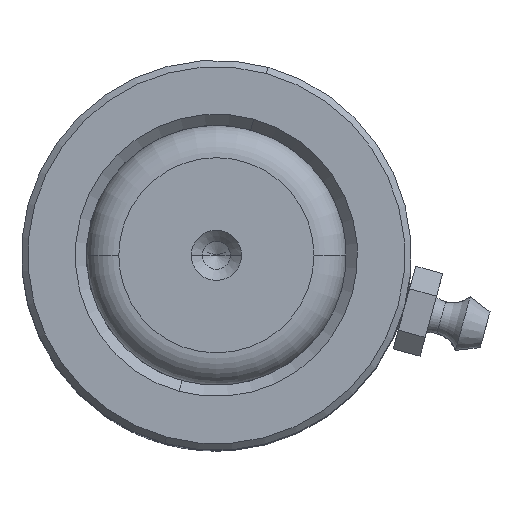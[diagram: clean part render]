
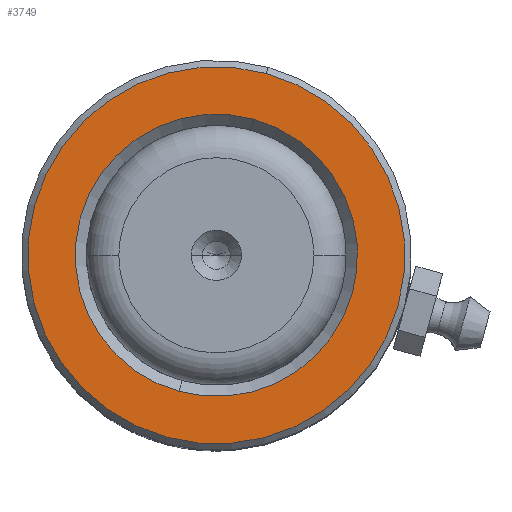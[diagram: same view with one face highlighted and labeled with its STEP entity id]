
A CAD part, top view. The second image highlights one B-rep face of the part: STEP entity #3749.
In plain terms, the highlighted planar face has unit normal (0, 0, 1).
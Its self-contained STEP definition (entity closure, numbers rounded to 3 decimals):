
#180 = CARTESIAN_POINT ( 'NONE',  ( 0., 0., 60. ) ) ;
#399 = ORIENTED_EDGE ( 'NONE', *, *, #8473, .T. ) ;
#419 = DIRECTION ( 'NONE',  ( 0., 0., -1. ) ) ;
#434 = VERTEX_POINT ( 'NONE', #5884 ) ;
#825 = VERTEX_POINT ( 'NONE', #1811 ) ;
#835 = CARTESIAN_POINT ( 'NONE',  ( 20.3, 0., 60. ) ) ;
#1076 = CARTESIAN_POINT ( 'NONE',  ( 0., 0., 60. ) ) ;
#1811 = CARTESIAN_POINT ( 'NONE',  ( -15.2, 0., 60. ) ) ;
#1850 = ORIENTED_EDGE ( 'NONE', *, *, #1919, .T. ) ;
#1919 = EDGE_CURVE ( 'NONE', #825, #5661, #8559, .T. ) ;
#2190 = DIRECTION ( 'NONE',  ( 1., 0., 0. ) ) ;
#2192 = EDGE_CURVE ( 'NONE', #434, #5238, #8109, .T. ) ;
#2488 = DIRECTION ( 'NONE',  ( 1., 0., 0. ) ) ;
#2551 = DIRECTION ( 'NONE',  ( 1., 0., 0. ) ) ;
#2858 = CARTESIAN_POINT ( 'NONE',  ( 0., 0., 60. ) ) ;
#2937 = CIRCLE ( 'NONE', #4987, 15.2 ) ;
#2940 = DIRECTION ( 'NONE',  ( 1., 0., 0. ) ) ;
#3125 = PLANE ( 'NONE',  #8530 ) ;
#3416 = EDGE_CURVE ( 'NONE', #5238, #434, #6750, .T. ) ;
#3529 = DIRECTION ( 'NONE',  ( 1., 0., 0. ) ) ;
#3749 = ADVANCED_FACE ( 'NONE', ( #7731, #6323 ), #3125, .T. ) ;
#3805 = AXIS2_PLACEMENT_3D ( 'NONE', #8635, #419, #2551 ) ;
#4022 = ORIENTED_EDGE ( 'NONE', *, *, #2192, .T. ) ;
#4232 = CARTESIAN_POINT ( 'NONE',  ( 0., 0., 60. ) ) ;
#4539 = DIRECTION ( 'NONE',  ( 0., 0., 1. ) ) ;
#4957 = DIRECTION ( 'NONE',  ( 0., 0., -1. ) ) ;
#4987 = AXIS2_PLACEMENT_3D ( 'NONE', #180, #4957, #2940 ) ;
#5238 = VERTEX_POINT ( 'NONE', #835 ) ;
#5661 = VERTEX_POINT ( 'NONE', #5825 ) ;
#5677 = EDGE_LOOP ( 'NONE', ( #399, #1850 ) ) ;
#5825 = CARTESIAN_POINT ( 'NONE',  ( 15.2, 0., 60. ) ) ;
#5860 = EDGE_LOOP ( 'NONE', ( #4022, #5876 ) ) ;
#5876 = ORIENTED_EDGE ( 'NONE', *, *, #3416, .T. ) ;
#5884 = CARTESIAN_POINT ( 'NONE',  ( -20.3, 0., 60. ) ) ;
#6286 = DIRECTION ( 'NONE',  ( 0., 0., 1. ) ) ;
#6323 = FACE_BOUND ( 'NONE', #5677, .T. ) ;
#6737 = AXIS2_PLACEMENT_3D ( 'NONE', #4232, #6286, #2190 ) ;
#6750 = CIRCLE ( 'NONE', #7445, 20.3 ) ;
#7445 = AXIS2_PLACEMENT_3D ( 'NONE', #2858, #7537, #3529 ) ;
#7537 = DIRECTION ( 'NONE',  ( 0., 0., 1. ) ) ;
#7731 = FACE_OUTER_BOUND ( 'NONE', #5860, .T. ) ;
#8109 = CIRCLE ( 'NONE', #6737, 20.3 ) ;
#8473 = EDGE_CURVE ( 'NONE', #5661, #825, #2937, .T. ) ;
#8530 = AXIS2_PLACEMENT_3D ( 'NONE', #1076, #4539, #2488 ) ;
#8559 = CIRCLE ( 'NONE', #3805, 15.2 ) ;
#8635 = CARTESIAN_POINT ( 'NONE',  ( 0., 0., 60. ) ) ;
